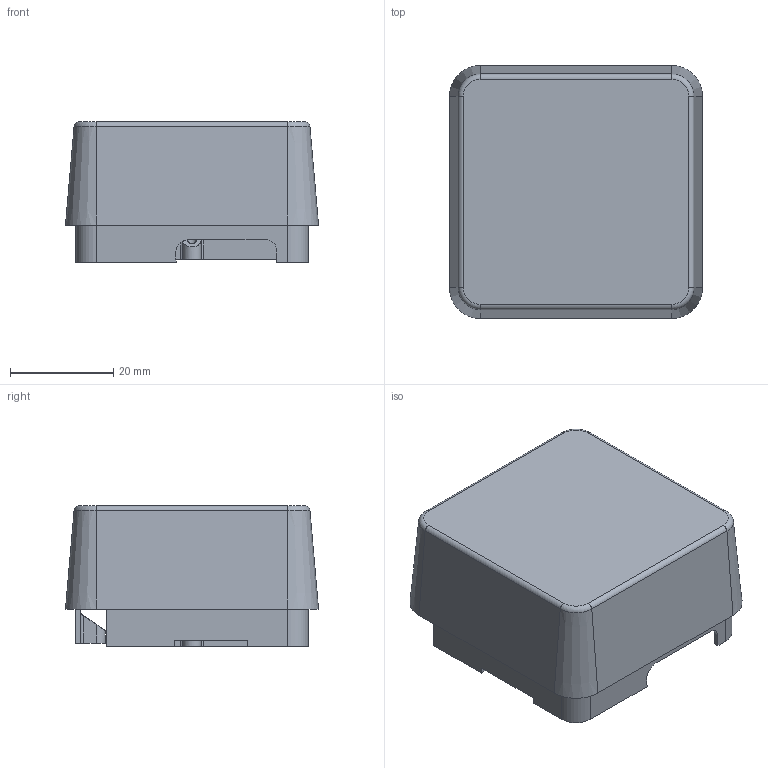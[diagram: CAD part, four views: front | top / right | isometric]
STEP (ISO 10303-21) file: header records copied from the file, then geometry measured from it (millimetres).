
FILE_DESCRIPTION(/* description */ ('KiCad electronic assembly'),/* implementation_level */ '2;1');
FILE_NAME(/* name */ 'AirCube top 20mm PROD.step',/* time_stamp */ '2025-12-07T16:14:55-06:00',/* author */ (''),/* organization */ (''),/* preprocessor_version */ 'ST-DEVELOPER v20.1',/* originating_system */ 'Autodesk Translation Framework v14.21.0.0',/* authorisation */ '');
FILE_SCHEMA (('AUTOMOTIVE_DESIGN { 1 0 10303 214 3 1 1 }'));
Length unit declared in the file: millimetre
Products named in the file (2): AirCube 1; top diffuser 20mm
Assembly tree (1 placements, depth 2):
  AirCube 1
    top diffuser 20mm
Bounding box: 49 x 49 x 27.2 mm (x, y, z)
Volume: 6180 mm3; surface area: 13715.1 mm2
Topology: 1 solids, 1 shells, 89 faces, 239 edges, 154 vertices
Faces by surface type: plane 48, cylinder 25, cone 12, torus 4
Full cylindrical faces by diameter (mm): 1.65 x3
Entity records: 2858 total; most frequent: DIRECTION 497, CARTESIAN_POINT 485, ORIENTED_EDGE 478, EDGE_CURVE 239, AXIS2_PLACEMENT_3D 166, LINE 165, VECTOR 165, VERTEX_POINT 154
